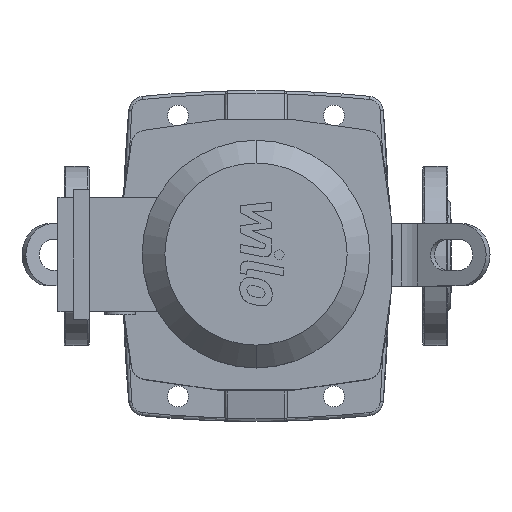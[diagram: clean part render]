
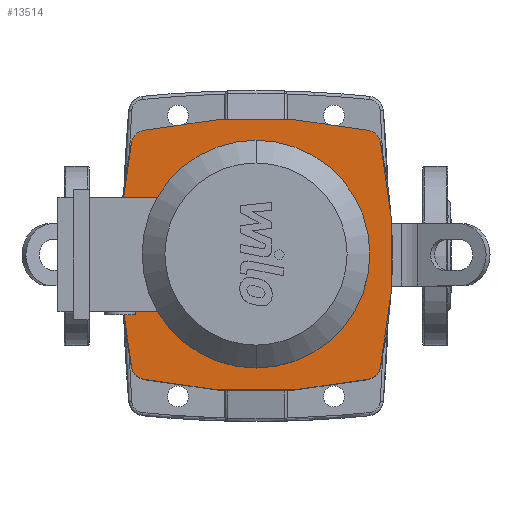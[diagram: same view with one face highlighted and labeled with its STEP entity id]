
A CAD part, top view. The second image highlights one B-rep face of the part: STEP entity #13514.
In plain terms, the highlighted planar face has unit normal (0, 0, 1).
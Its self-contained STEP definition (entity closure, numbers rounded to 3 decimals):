
#8748=CARTESIAN_POINT('',(-60.0,0.0,466.0));
#8749=VERTEX_POINT('',#8748);
#8765=CARTESIAN_POINT('',(60.0,0.,466.0));
#8766=VERTEX_POINT('',#8765);
#8773=CARTESIAN_POINT('',(0.0,0.0,466.0));
#8774=DIRECTION('',(0.0,0.0,-1.0));
#8775=DIRECTION('',(-1.0,0.0,0.0));
#8776=AXIS2_PLACEMENT_3D('',#8773,#8774,#8775);
#8777=CIRCLE('',#8776,60.0);
#8778=EDGE_CURVE('',#8749,#8766,#8777,.T.);
#8799=CARTESIAN_POINT('',(-72.117,-79.771,466.0));
#8800=VERTEX_POINT('',#8799);
#8807=CARTESIAN_POINT('',(-79.771,-72.117,466.0));
#8808=VERTEX_POINT('',#8807);
#8809=CARTESIAN_POINT('',(-69.998,-69.998,466.0));
#8810=DIRECTION('',(0.0,0.0,-1.0));
#8811=DIRECTION('',(-0.707,-0.707,0.0));
#8812=AXIS2_PLACEMENT_3D('',#8809,#8810,#8811);
#8813=CIRCLE('',#8812,10.0);
#8814=EDGE_CURVE('',#8800,#8808,#8813,.T.);
#8840=CARTESIAN_POINT('',(72.117,-79.771,466.0));
#8841=VERTEX_POINT('',#8840);
#8848=CARTESIAN_POINT('',(0.,252.813,466.0));
#8849=DIRECTION('',(0.0,0.0,1.));
#8850=DIRECTION('',(0.23,0.973,0.0));
#8851=AXIS2_PLACEMENT_3D('',#8848,#8849,#8850);
#8852=CIRCLE('',#8851,340.313);
#8853=EDGE_CURVE('',#8800,#8841,#8852,.T.);
#8872=CARTESIAN_POINT('',(79.771,-72.117,466.0));
#8873=VERTEX_POINT('',#8872);
#8880=CARTESIAN_POINT('',(69.998,-69.998,466.0));
#8881=DIRECTION('',(0.0,0.0,-1.0));
#8882=DIRECTION('',(0.707,-0.707,0.0));
#8883=AXIS2_PLACEMENT_3D('',#8880,#8881,#8882);
#8884=CIRCLE('',#8883,10.);
#8885=EDGE_CURVE('',#8873,#8841,#8884,.T.);
#8915=CARTESIAN_POINT('',(79.771,72.117,466.0));
#8916=VERTEX_POINT('',#8915);
#8923=CARTESIAN_POINT('',(-252.813,0.0,466.0));
#8924=DIRECTION('',(0.0,0.0,1.));
#8925=DIRECTION('',(-0.973,0.23,0.0));
#8926=AXIS2_PLACEMENT_3D('',#8923,#8924,#8925);
#8927=CIRCLE('',#8926,340.312);
#8928=EDGE_CURVE('',#8873,#8916,#8927,.T.);
#8974=CARTESIAN_POINT('',(-79.771,72.117,466.0));
#8975=VERTEX_POINT('',#8974);
#8982=CARTESIAN_POINT('',(-72.117,79.771,466.0));
#8983=VERTEX_POINT('',#8982);
#8984=CARTESIAN_POINT('',(-69.998,69.998,466.0));
#8985=DIRECTION('',(0.0,0.0,-1.0));
#8986=DIRECTION('',(-0.707,0.707,0.0));
#8987=AXIS2_PLACEMENT_3D('',#8984,#8985,#8986);
#8988=CIRCLE('',#8987,10.0);
#8989=EDGE_CURVE('',#8975,#8983,#8988,.T.);
#9023=CARTESIAN_POINT('',(252.813,0.0,466.0));
#9024=DIRECTION('',(0.0,0.0,1.0));
#9025=DIRECTION('',(0.973,-0.23,0.0));
#9026=AXIS2_PLACEMENT_3D('',#9023,#9024,#9025);
#9027=CIRCLE('',#9026,340.312);
#9028=EDGE_CURVE('',#8975,#8808,#9027,.T.);
#9072=CARTESIAN_POINT('',(72.117,79.771,466.0));
#9073=VERTEX_POINT('',#9072);
#9080=CARTESIAN_POINT('',(69.998,69.998,466.0));
#9081=DIRECTION('',(0.0,0.0,-1.0));
#9082=DIRECTION('',(0.707,0.707,0.0));
#9083=AXIS2_PLACEMENT_3D('',#9080,#9081,#9082);
#9084=CIRCLE('',#9083,10.0);
#9085=EDGE_CURVE('',#9073,#8916,#9084,.T.);
#9443=CARTESIAN_POINT('',(0.0,-252.813,466.0));
#9444=DIRECTION('',(0.0,0.0,1.0));
#9445=DIRECTION('',(-0.23,-0.973,0.0));
#9446=AXIS2_PLACEMENT_3D('',#9443,#9444,#9445);
#9447=CIRCLE('',#9446,340.312);
#9448=EDGE_CURVE('',#9073,#8983,#9447,.T.);
#13265=CARTESIAN_POINT('',(0.0,0.0,466.0));
#13266=DIRECTION('',(0.0,0.0,-1.0));
#13267=DIRECTION('',(-1.0,0.0,0.0));
#13268=AXIS2_PLACEMENT_3D('',#13265,#13266,#13267);
#13269=CIRCLE('',#13268,60.0);
#13270=EDGE_CURVE('',#8766,#8749,#13269,.T.);
#13495=CARTESIAN_POINT('',(-85.862,-38.989,466.0));
#13496=DIRECTION('',(0.0,0.0,1.0));
#13497=DIRECTION('',(1.0,0.0,0.0));
#13498=AXIS2_PLACEMENT_3D('',#13495,#13496,#13497);
#13499=PLANE('',#13498);
#13500=ORIENTED_EDGE('',*,*,#8814,.F.);
#13501=ORIENTED_EDGE('',*,*,#8853,.T.);
#13502=ORIENTED_EDGE('',*,*,#8885,.F.);
#13503=ORIENTED_EDGE('',*,*,#8928,.T.);
#13504=ORIENTED_EDGE('',*,*,#9085,.F.);
#13505=ORIENTED_EDGE('',*,*,#9448,.T.);
#13506=ORIENTED_EDGE('',*,*,#8989,.F.);
#13507=ORIENTED_EDGE('',*,*,#9028,.T.);
#13508=EDGE_LOOP('',(#13500,#13501,#13502,#13503,#13504,#13505,#13506,#13507));
#13509=FACE_OUTER_BOUND('',#13508,.T.);
#13510=ORIENTED_EDGE('',*,*,#13270,.T.);
#13511=ORIENTED_EDGE('',*,*,#8778,.T.);
#13512=EDGE_LOOP('',(#13510,#13511));
#13513=FACE_BOUND('',#13512,.T.);
#13514=ADVANCED_FACE('',(#13509,#13513),#13499,.T.);
